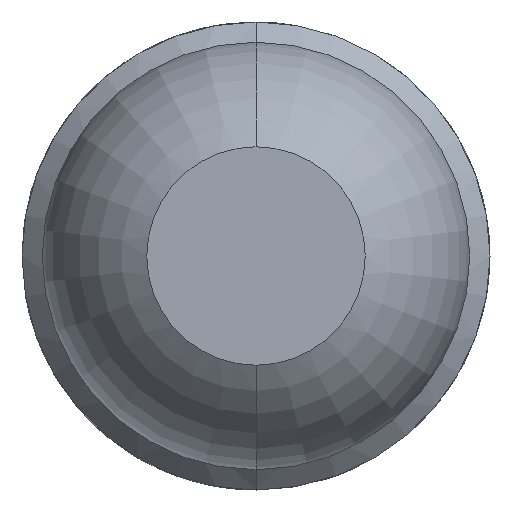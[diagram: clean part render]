
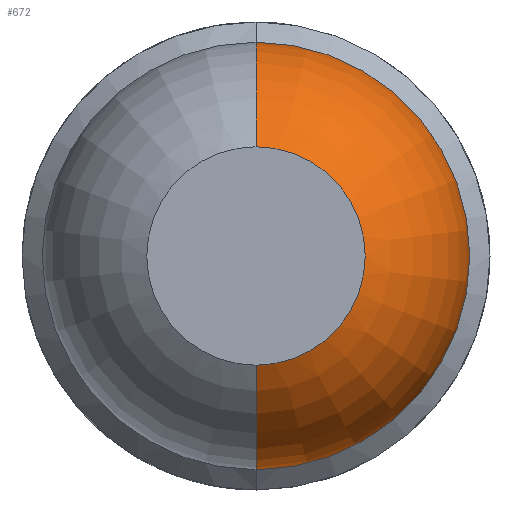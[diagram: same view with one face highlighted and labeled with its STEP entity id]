
A CAD part, front view. The second image highlights one B-rep face of the part: STEP entity #672.
In plain terms, the highlighted toroidal (fillet/blend) face has major radius 0.035 mm and minor radius 0.65 mm.
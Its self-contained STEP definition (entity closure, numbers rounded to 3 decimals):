
#68 = EDGE_CURVE ( 'Defeature ausgef�hrt2_4+Defeature ausgef�hrt2_5+Defeature ausgef�hrt2_5+Defeature ausgef�hrt2_5', #412, #1941, #1036, .T. ) ;
#102 = AXIS2_PLACEMENT_3D ( 'NONE', #1121, #3151, #488 ) ;
#198 = CIRCLE ( 'NONE', #102, 0.65 ) ;
#293 = VERTEX_POINT ( 'NONE', #2723 ) ;
#355 = EDGE_CURVE ( 'NONE', #412, #293, #198, .T. ) ;
#412 = VERTEX_POINT ( 'NONE', #2122 ) ;
#488 = DIRECTION ( 'NONE',  ( 0., 0., 1. ) ) ;
#672 = ADVANCED_FACE ( 'Defeature ausgef�hrt2_4', ( #2919 ), #3965, .T. ) ;
#700 = DIRECTION ( 'NONE',  ( 0., -1., 0. ) ) ;
#748 = DIRECTION ( 'NONE',  ( 0., 0., -1. ) ) ;
#751 = DIRECTION ( 'NONE',  ( 0., 0., -1. ) ) ;
#764 = CIRCLE ( 'NONE', #1242, 0.35 ) ;
#830 = ORIENTED_EDGE ( 'NONE', *, *, #2446, .F. ) ;
#941 = EDGE_CURVE ( 'NONE', #1941, #1887, #4073, .T. ) ;
#1009 = CARTESIAN_POINT ( 'NONE',  ( 0., -24.431, 0. ) ) ;
#1036 = CIRCLE ( 'NONE', #3832, 0.685 ) ;
#1043 = ORIENTED_EDGE ( 'NONE', *, *, #941, .T. ) ;
#1121 = CARTESIAN_POINT ( 'NONE',  ( 0., -24.431, -0.035 ) ) ;
#1206 = DIRECTION ( 'NONE',  ( 0., -1., 0. ) ) ;
#1242 = AXIS2_PLACEMENT_3D ( 'NONE', #3396, #700, #748 ) ;
#1671 = DIRECTION ( 'NONE',  ( 0., -1., 0. ) ) ;
#1887 = VERTEX_POINT ( 'NONE', #1921 ) ;
#1921 = CARTESIAN_POINT ( 'NONE',  ( 0., -25., 0.35 ) ) ;
#1941 = VERTEX_POINT ( 'NONE', #3713 ) ;
#2122 = CARTESIAN_POINT ( 'NONE',  ( 0., -24.431, -0.685 ) ) ;
#2203 = CARTESIAN_POINT ( 'NONE',  ( 0., -24.431, 0. ) ) ;
#2369 = DIRECTION ( 'NONE',  ( 0., 0., -1. ) ) ;
#2399 = EDGE_LOOP ( 'NONE', ( #2478, #1043, #830, #2541 ) ) ;
#2446 = EDGE_CURVE ( 'Defeature ausgef�hrt2_13+Defeature ausgef�hrt2_4+Defeature ausgef�hrt2_4+Defeature ausgef�hrt2_4', #293, #1887, #764, .T. ) ;
#2478 = ORIENTED_EDGE ( 'NONE', *, *, #68, .T. ) ;
#2541 = ORIENTED_EDGE ( 'NONE', *, *, #355, .F. ) ;
#2723 = CARTESIAN_POINT ( 'NONE',  ( 0., -25., -0.35 ) ) ;
#2770 = DIRECTION ( 'NONE',  ( 1., 0., 0. ) ) ;
#2919 = FACE_OUTER_BOUND ( 'NONE', #2399, .T. ) ;
#2937 = AXIS2_PLACEMENT_3D ( 'NONE', #1009, #1671, #2369 ) ;
#3151 = DIRECTION ( 'NONE',  ( -1., 0., 0. ) ) ;
#3396 = CARTESIAN_POINT ( 'NONE',  ( 0., -25., 0. ) ) ;
#3573 = DIRECTION ( 'NONE',  ( 0., 0., -1. ) ) ;
#3713 = CARTESIAN_POINT ( 'NONE',  ( 0., -24.431, 0.685 ) ) ;
#3832 = AXIS2_PLACEMENT_3D ( 'NONE', #2203, #1206, #3573 ) ;
#3965 = TOROIDAL_SURFACE ( 'NONE', #2937, 0.035, 0.65 ) ;
#4066 = CARTESIAN_POINT ( 'NONE',  ( 0., -24.431, 0.035 ) ) ;
#4073 = CIRCLE ( 'NONE', #4109, 0.65 ) ;
#4109 = AXIS2_PLACEMENT_3D ( 'NONE', #4066, #2770, #751 ) ;
